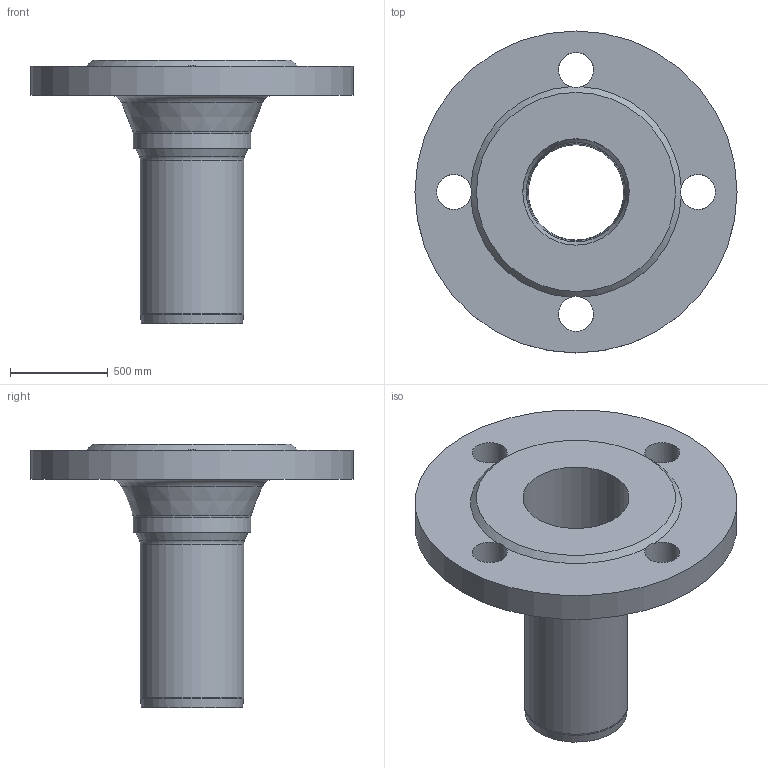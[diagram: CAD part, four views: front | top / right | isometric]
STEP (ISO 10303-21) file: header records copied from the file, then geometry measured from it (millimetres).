
FILE_DESCRIPTION(/* description */ (''),/* implementation_level */ '2;1');
FILE_NAME(/* name */ '82561.050X_3D.stp',/* time_stamp */ '2024-12-11T08:39:56+01:00',/* author */ ('CAD'),/* organization */ (''),/* preprocessor_version */ 'ST-DEVELOPER v20',/* originating_system */ 'AutoCAD Mechanical',/* authorisation */ '');
FILE_SCHEMA (('AUTOMOTIVE_DESIGN { 1 0 10303 214 3 1 1 }'));
Length unit declared in the file: centimetre
Products named in the file (2): Product; *S0
Assembly tree (1 placements, depth 2):
  Product
    *S0
Bounding box: 1650 x 1650 x 1350 mm (x, y, z)
Volume: 340593779.3 mm3; surface area: 8924897.7 mm2
Topology: 2 solids, 2 shells, 27 faces, 79 edges, 53 vertices
Faces by surface type: cylinder 9, cone 7, torus 6, plane 5
Full cylindrical faces by diameter (mm): 180 x4, 500.007 x1, 530.007 x1, 545 x1, 603 x1, 1650 x1
Entity records: 1042 total; most frequent: CARTESIAN_POINT 218, DIRECTION 186, ORIENTED_EDGE 158, AXIS2_PLACEMENT_3D 85, EDGE_CURVE 79, CIRCLE 55, VERTEX_POINT 53, EDGE_LOOP 36
